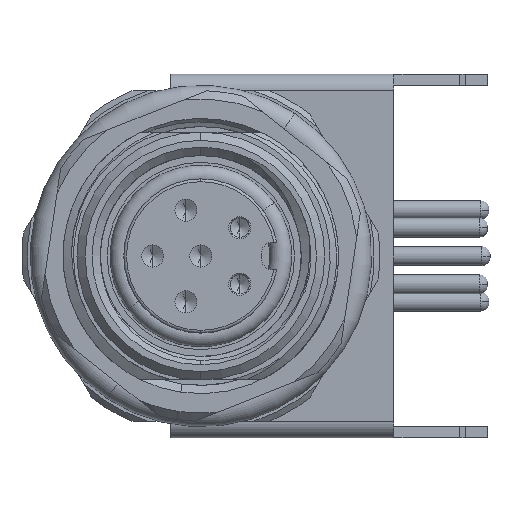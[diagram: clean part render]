
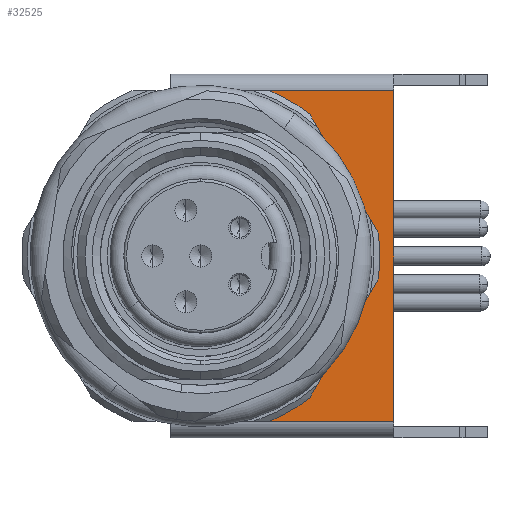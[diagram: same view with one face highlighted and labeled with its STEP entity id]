
A CAD part, left-side view. The second image highlights one B-rep face of the part: STEP entity #32525.
In plain terms, the highlighted face is planar.
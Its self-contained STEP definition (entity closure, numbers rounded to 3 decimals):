
#298 = AXIS2_PLACEMENT_3D ( 'NONE', #41162, #17855, #26933 ) ;
#960 = CARTESIAN_POINT ( 'NONE',  ( 0., -0.4, -1.3 ) ) ;
#1268 = LINE ( 'NONE', #32320, #22676 ) ;
#2890 = EDGE_CURVE ( 'NONE', #33054, #40535, #41856, .T. ) ;
#3476 = ORIENTED_EDGE ( 'NONE', *, *, #53095, .F. ) ;
#4127 = VECTOR ( 'NONE', #11795, 1000. ) ;
#4189 = CARTESIAN_POINT ( 'NONE',  ( 0., -0.4, 0. ) ) ;
#4339 = VECTOR ( 'NONE', #9743, 1000. ) ;
#4909 = DIRECTION ( 'NONE',  ( 1., 0., 0. ) ) ;
#6193 = LINE ( 'NONE', #7080, #25544 ) ;
#6536 = VERTEX_POINT ( 'NONE', #55514 ) ;
#6729 = LINE ( 'NONE', #38551, #28536 ) ;
#6761 = VERTEX_POINT ( 'NONE', #27235 ) ;
#6949 = CARTESIAN_POINT ( 'NONE',  ( 5.898, -0.4, -1.1 ) ) ;
#7080 = CARTESIAN_POINT ( 'NONE',  ( -6., -0.4, 7. ) ) ;
#7340 = EDGE_CURVE ( 'NONE', #7735, #6536, #9863, .T. ) ;
#7445 = ORIENTED_EDGE ( 'NONE', *, *, #13065, .F. ) ;
#7735 = VERTEX_POINT ( 'NONE', #30378 ) ;
#7866 = ORIENTED_EDGE ( 'NONE', *, *, #7340, .F. ) ;
#8429 = CARTESIAN_POINT ( 'NONE',  ( 0., -0.4, 0. ) ) ;
#8698 = DIRECTION ( 'NONE',  ( 0., 0., 1. ) ) ;
#9065 = ORIENTED_EDGE ( 'NONE', *, *, #57129, .T. ) ;
#9250 = VECTOR ( 'NONE', #49821, 1000. ) ;
#9719 = CARTESIAN_POINT ( 'NONE',  ( 5.857, -0.4, -1.3 ) ) ;
#9743 = DIRECTION ( 'NONE',  ( 1., 0., 0. ) ) ;
#9752 = ORIENTED_EDGE ( 'NONE', *, *, #33097, .F. ) ;
#9863 = CIRCLE ( 'NONE', #51616, 5.5 ) ;
#10932 = CARTESIAN_POINT ( 'NONE',  ( 5.8, -0.4, -1.3 ) ) ;
#11687 = CARTESIAN_POINT ( 'NONE',  ( 5.8, -0.4, 0. ) ) ;
#11795 = DIRECTION ( 'NONE',  ( -1., 0., 0. ) ) ;
#12876 = DIRECTION ( 'NONE',  ( 0., -1., 0. ) ) ;
#13065 = EDGE_CURVE ( 'NONE', #47008, #33054, #54361, .T. ) ;
#13175 = CARTESIAN_POINT ( 'NONE',  ( 0., -0.4, 0. ) ) ;
#13216 = ORIENTED_EDGE ( 'NONE', *, *, #2890, .F. ) ;
#13885 = DIRECTION ( 'NONE',  ( 0., 0., 1. ) ) ;
#17446 = CARTESIAN_POINT ( 'NONE',  ( 0., -0.4, -1.3 ) ) ;
#17816 = ORIENTED_EDGE ( 'NONE', *, *, #54380, .F. ) ;
#17855 = DIRECTION ( 'NONE',  ( 0., -1., 0. ) ) ;
#17944 = VERTEX_POINT ( 'NONE', #39415 ) ;
#19050 = CARTESIAN_POINT ( 'NONE',  ( -6.6, -0.4, -1.1 ) ) ;
#21661 = ORIENTED_EDGE ( 'NONE', *, *, #36375, .F. ) ;
#22676 = VECTOR ( 'NONE', #8698, 1000. ) ;
#22986 = DIRECTION ( 'NONE',  ( -1., 0., 0. ) ) ;
#24055 = EDGE_CURVE ( 'NONE', #50178, #17944, #1268, .T. ) ;
#24972 = VECTOR ( 'NONE', #22986, 1000. ) ;
#25280 = EDGE_CURVE ( 'NONE', #44273, #17944, #27313, .T. ) ;
#25544 = VECTOR ( 'NONE', #47703, 1000. ) ;
#26933 = DIRECTION ( 'NONE',  ( 0., 0., -1. ) ) ;
#27235 = CARTESIAN_POINT ( 'NONE',  ( -6., -0.4, -1.1 ) ) ;
#27313 = LINE ( 'NONE', #55185, #4339 ) ;
#27391 = EDGE_CURVE ( 'NONE', #29276, #6761, #42650, .T. ) ;
#27459 = ORIENTED_EDGE ( 'NONE', *, *, #58416, .F. ) ;
#28536 = VECTOR ( 'NONE', #47943, 1000. ) ;
#29276 = VERTEX_POINT ( 'NONE', #50869 ) ;
#29444 = VECTOR ( 'NONE', #54392, 1000. ) ;
#30269 = VERTEX_POINT ( 'NONE', #54634 ) ;
#30378 = CARTESIAN_POINT ( 'NONE',  ( 0., -0.4, -5.5 ) ) ;
#30869 = DIRECTION ( 'NONE',  ( 0., 1., 0. ) ) ;
#32206 = CARTESIAN_POINT ( 'NONE',  ( -6., -0.4, 7. ) ) ;
#32211 = CIRCLE ( 'NONE', #298, 5.5 ) ;
#32320 = CARTESIAN_POINT ( 'NONE',  ( 6., -0.4, -1.1 ) ) ;
#32423 = CARTESIAN_POINT ( 'NONE',  ( 6., -0.4, -1.1 ) ) ;
#32525 = ADVANCED_FACE ( 'NONE', ( #40261, #39962 ), #58731, .F. ) ;
#33054 = VERTEX_POINT ( 'NONE', #10932 ) ;
#33097 = EDGE_CURVE ( 'NONE', #6536, #7735, #32211, .T. ) ;
#36375 = EDGE_CURVE ( 'NONE', #30269, #43832, #44403, .T. ) ;
#37936 = CIRCLE ( 'NONE', #58107, 6. ) ;
#38551 = CARTESIAN_POINT ( 'NONE',  ( -5.8, -0.4, 0. ) ) ;
#39415 = CARTESIAN_POINT ( 'NONE',  ( 6., -0.4, 7. ) ) ;
#39539 = ORIENTED_EDGE ( 'NONE', *, *, #24055, .T. ) ;
#39962 = FACE_OUTER_BOUND ( 'NONE', #45262, .T. ) ;
#40261 = FACE_BOUND ( 'NONE', #51821, .T. ) ;
#40535 = VERTEX_POINT ( 'NONE', #9719 ) ;
#40848 = CARTESIAN_POINT ( 'NONE',  ( 5.8, -0.4, -1.1 ) ) ;
#41162 = CARTESIAN_POINT ( 'NONE',  ( 0., -0.4, 0. ) ) ;
#41856 = LINE ( 'NONE', #960, #53623 ) ;
#42650 = LINE ( 'NONE', #19050, #24972 ) ;
#43832 = VERTEX_POINT ( 'NONE', #54940 ) ;
#44273 = VERTEX_POINT ( 'NONE', #32206 ) ;
#44403 = LINE ( 'NONE', #17446, #29444 ) ;
#45092 = DIRECTION ( 'NONE',  ( 0., 0., 1. ) ) ;
#45262 = EDGE_LOOP ( 'NONE', ( #13216, #7445, #17816, #39539, #59498, #9065, #51909, #27459, #21661, #3476 ) ) ;
#45390 = DIRECTION ( 'NONE',  ( 0., 1., 0. ) ) ;
#47008 = VERTEX_POINT ( 'NONE', #40848 ) ;
#47703 = DIRECTION ( 'NONE',  ( 0., 0., -1. ) ) ;
#47943 = DIRECTION ( 'NONE',  ( 0., 0., 1. ) ) ;
#48173 = LINE ( 'NONE', #6949, #4127 ) ;
#49821 = DIRECTION ( 'NONE',  ( 0., 0., -1. ) ) ;
#50122 = DIRECTION ( 'NONE',  ( 0., 0., -1. ) ) ;
#50178 = VERTEX_POINT ( 'NONE', #32423 ) ;
#50869 = CARTESIAN_POINT ( 'NONE',  ( -5.8, -0.4, -1.1 ) ) ;
#51616 = AXIS2_PLACEMENT_3D ( 'NONE', #13175, #12876, #50122 ) ;
#51821 = EDGE_LOOP ( 'NONE', ( #7866, #9752 ) ) ;
#51909 = ORIENTED_EDGE ( 'NONE', *, *, #27391, .F. ) ;
#53095 = EDGE_CURVE ( 'NONE', #40535, #30269, #37936, .T. ) ;
#53623 = VECTOR ( 'NONE', #4909, 1000. ) ;
#54361 = LINE ( 'NONE', #11687, #9250 ) ;
#54380 = EDGE_CURVE ( 'NONE', #50178, #47008, #48173, .T. ) ;
#54392 = DIRECTION ( 'NONE',  ( 1., 0., 0. ) ) ;
#54634 = CARTESIAN_POINT ( 'NONE',  ( -5.857, -0.4, -1.3 ) ) ;
#54940 = CARTESIAN_POINT ( 'NONE',  ( -5.8, -0.4, -1.3 ) ) ;
#55185 = CARTESIAN_POINT ( 'NONE',  ( -6.6, -0.4, 7. ) ) ;
#55514 = CARTESIAN_POINT ( 'NONE',  ( 0., -0.4, 5.5 ) ) ;
#57129 = EDGE_CURVE ( 'NONE', #44273, #6761, #6193, .T. ) ;
#58107 = AXIS2_PLACEMENT_3D ( 'NONE', #4189, #45390, #13885 ) ;
#58286 = AXIS2_PLACEMENT_3D ( 'NONE', #8429, #30869, #45092 ) ;
#58416 = EDGE_CURVE ( 'NONE', #43832, #29276, #6729, .T. ) ;
#58731 = PLANE ( 'NONE',  #58286 ) ;
#59498 = ORIENTED_EDGE ( 'NONE', *, *, #25280, .F. ) ;
